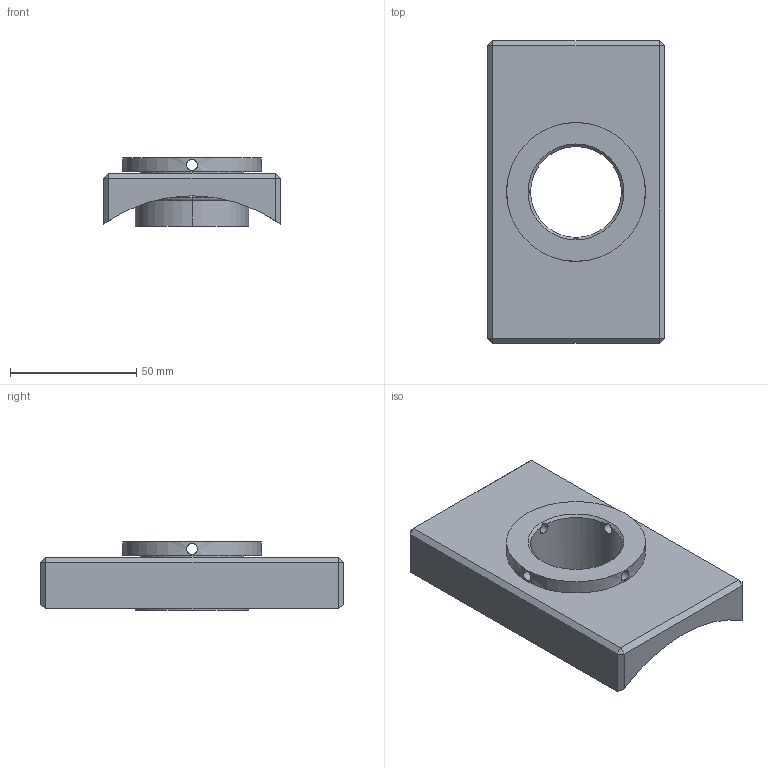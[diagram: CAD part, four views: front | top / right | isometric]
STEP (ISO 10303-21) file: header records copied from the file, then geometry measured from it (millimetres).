
FILE_DESCRIPTION (( 'STEP AP203' ), '1' );
FILE_NAME ('181-0510-02-W.STEP', '2021-04-13T12:59:11', ( '' ), ( '' ), 'SwSTEP 2.0', 'SolidWorks 2018', '' );
FILE_SCHEMA (( 'CONFIG_CONTROL_DESIGN' ));
Length unit declared in the file: millimetre
Products named in the file (2): 181-0510-02-W
Bounding box: 70 x 120 x 27 mm (x, y, z)
Volume: 98799.9 mm3; surface area: 35588.3 mm2
Topology: 4 solids, 4 shells, 363 faces, 967 edges, 638 vertices
Faces by surface type: plane 187, bspline 126, cylinder 42, torus 4, cone 4
Entity records: 18570 total; most frequent: CARTESIAN_POINT 10226, ORIENTED_EDGE 1934, DIRECTION 1231, EDGE_CURVE 967, VERTEX_POINT 638, LINE 597, VECTOR 597, EDGE_LOOP 405
